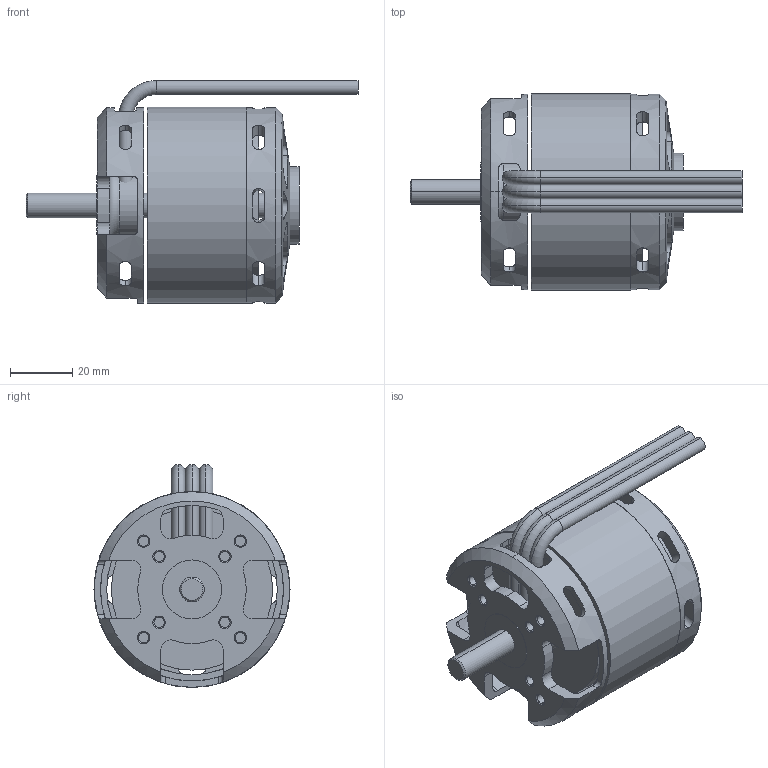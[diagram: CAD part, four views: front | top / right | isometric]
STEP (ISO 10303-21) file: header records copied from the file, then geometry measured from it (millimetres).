
FILE_DESCRIPTION (( 'STEP AP203' ), '1' );
FILE_NAME ('AXI 5325-24_rev wires.STEP', '2018-09-09T09:48:25', ( '' ), ( '' ), 'SwSTEP 2.0', 'SolidWorks 2018', '' );
FILE_SCHEMA (( 'CONFIG_CONTROL_DESIGN' ));
Length unit declared in the file: millimetre
Products named in the file (1): AXI 5325-24_rev wires
Bounding box: 107 x 63.2 x 71.85 mm (x, y, z)
Volume: 135501.6 mm3; surface area: 45965.2 mm2
Topology: 4 solids, 4 shells, 319 faces, 905 edges, 578 vertices
Faces by surface type: cylinder 177, plane 73, cone 57, torus 12
Entity records: 12318 total; most frequent: CARTESIAN_POINT 3867, ORIENTED_EDGE 1810, DIRECTION 1733, EDGE_CURVE 905, AXIS2_PLACEMENT_3D 692, VERTEX_POINT 578, EDGE_LOOP 377, CIRCLE 372
